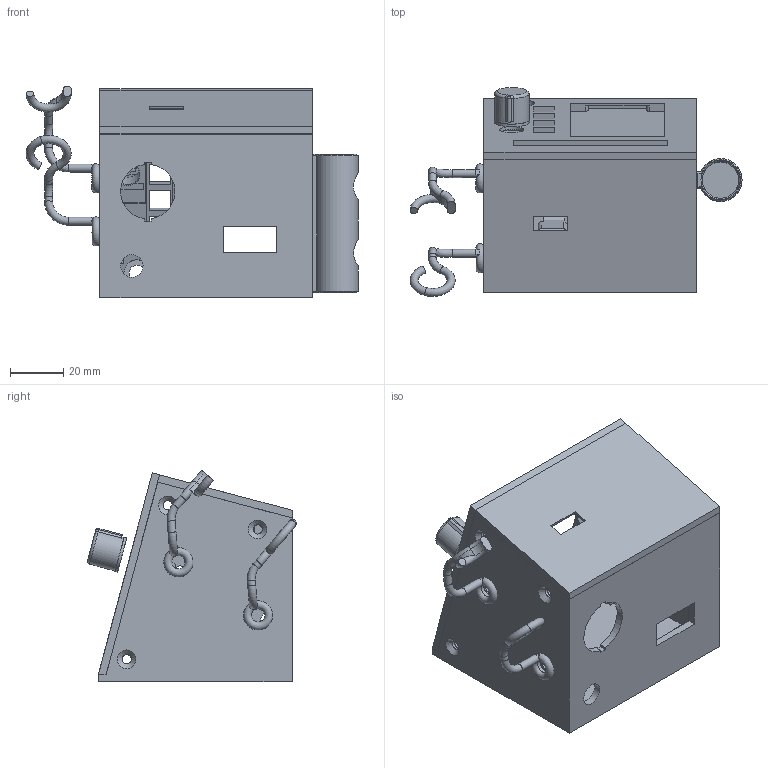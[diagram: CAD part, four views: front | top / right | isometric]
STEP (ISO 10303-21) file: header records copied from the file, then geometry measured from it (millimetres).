
FILE_DESCRIPTION(/* description */ ('','CAx-IF Rec.Pracs.---Representation and Presentation of Product Manufacturing Information (PMI)---3.8---2014-02-18'),/* implementation_level */ '2;1');
FILE_SCHEMA (('AP242_MANAGED_MODEL_BASED_3D_ENGINEERING_MIM_LF { 1 0 10303 442 1 1 4 }'));
Length unit declared in the file: millimetre
Products named in the file (8): 09-005-01-Gehaeuse; 09-003-01-Frontplatte; 09-004-01-Oberplatte; 09-007-01-Ablagedraht; 09-006-01-Ablagedraht; 09-008-01-Spitzenrohr; 09-002-01-Knopf; 09-012-01-SolderStation-ext-Parts
Assembly tree (7 placements, depth 2):
  09-012-01-SolderStation-ext-Parts
    09-005-01-Gehaeuse
    09-003-01-Frontplatte
    09-004-01-Oberplatte
    09-007-01-Ablagedraht
    09-006-01-Ablagedraht
    09-008-01-Spitzenrohr
    09-002-01-Knopf
Bounding box: 124.99 x 78.68 x 79.69 mm (x, y, z)
Volume: 81175.5 mm3; surface area: 72886.8 mm2
Topology: 7 solids, 127 shells, 831 faces, 1600 edges, 1060 vertices
Faces by surface type: plane 589, cylinder 215, torus 13, cone 11, bspline 2, sphere 1
Full cylindrical faces by diameter (mm): 0.5 x120, 2 x2, 3 x9, 3.4 x2, 3.5 x14, 5 x2, 5.1 x1, 5.5 x2, 6.1 x1, 7 x1, 8.5 x1, 9.1 x1, 10 x3, 10.8 x1, 13 x1, 13.4 x1, 13.75 x1
Entity records: 20633 total; most frequent: CARTESIAN_POINT 3950, DIRECTION 3518, ORIENTED_EDGE 2788, EDGE_CURVE 1394, AXIS2_PLACEMENT_3D 1307, EDGE_LOOP 1145, VERTEX_POINT 1037, LINE 904
